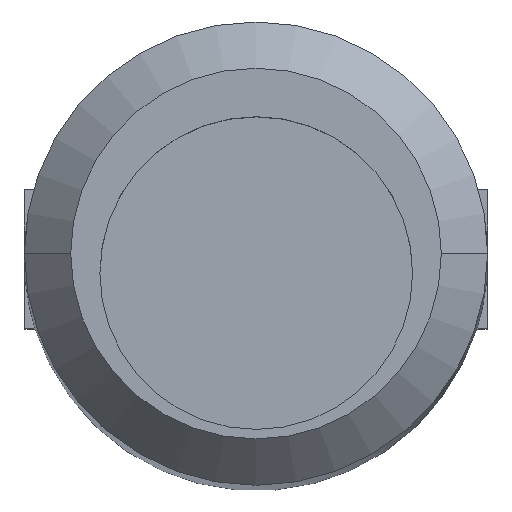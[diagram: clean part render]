
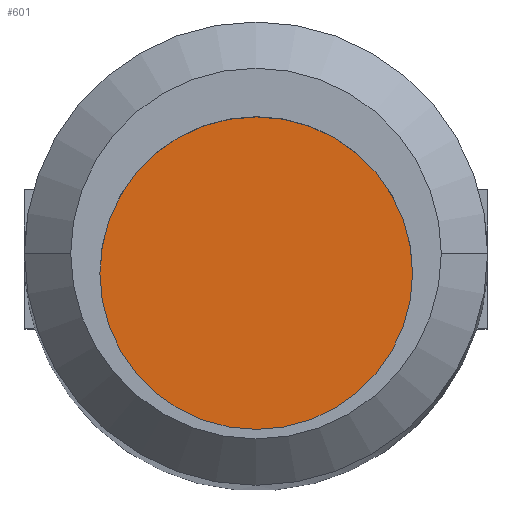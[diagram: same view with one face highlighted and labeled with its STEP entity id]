
A CAD part, top view. The second image highlights one B-rep face of the part: STEP entity #601.
In plain terms, the highlighted planar face has unit normal (0, 0, 1).
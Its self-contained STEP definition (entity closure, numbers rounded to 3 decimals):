
#164=CARTESIAN_POINT('',(0.01,-0.84,134.8));
#165=DIRECTION('',(0.,0.,-1.));
#166=DIRECTION('',(-1.,0.,0.));
#167=AXIS2_PLACEMENT_3D('',#164,#165,#166);
#169=CARTESIAN_POINT('',(0.01,-0.84,134.8));
#170=DIRECTION('',(0.,0.,-1.));
#171=DIRECTION('',(1.,0.,0.));
#172=AXIS2_PLACEMENT_3D('',#169,#170,#171);
#285=CARTESIAN_POINT('',(-6.74,-0.84,134.8));
#286=CARTESIAN_POINT('',(6.76,-0.84,134.8));
#287=VERTEX_POINT('',#285);
#288=VERTEX_POINT('',#286);
#592=CARTESIAN_POINT('',(0.01,-0.84,134.8));
#593=DIRECTION('',(0.,0.,-1.));
#594=DIRECTION('',(-1.,0.,0.));
#595=AXIS2_PLACEMENT_3D('',#592,#593,#594);
#596=PLANE('',#595);
#597=ORIENTED_EDGE('',*,*,#572,.T.);
#598=ORIENTED_EDGE('',*,*,#586,.T.);
#599=EDGE_LOOP('',(#597,#598));
#600=FACE_OUTER_BOUND('',#599,.F.);
#601=ADVANCED_FACE('',(#600),#596,.F.);
#168=CIRCLE('',#167,6.75);
#173=CIRCLE('',#172,6.75);
#572=EDGE_CURVE('',#287,#288,#168,.T.);
#586=EDGE_CURVE('',#288,#287,#173,.T.);
